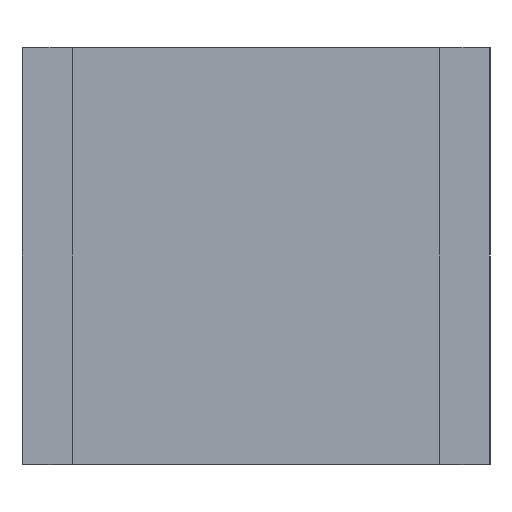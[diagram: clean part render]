
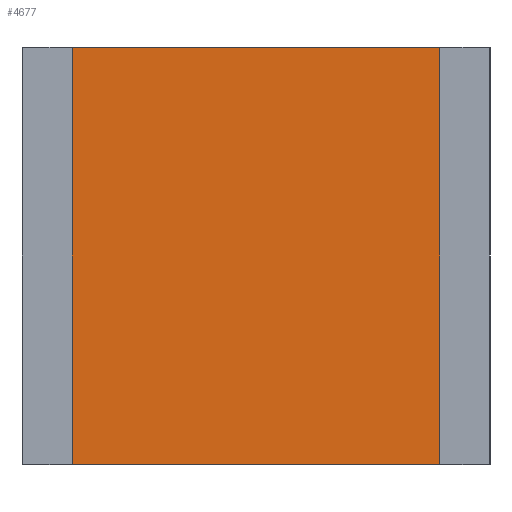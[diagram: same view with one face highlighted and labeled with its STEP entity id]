
A CAD part, front view. The second image highlights one B-rep face of the part: STEP entity #4677.
In plain terms, the highlighted planar face has unit normal (0, -1, 0).
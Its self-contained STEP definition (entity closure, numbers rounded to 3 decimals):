
#59 = DIRECTION ( 'NONE',  ( 0., 0., -1. ) ) ;
#194 = DIRECTION ( 'NONE',  ( 0., 0., -1. ) ) ;
#488 = VERTEX_POINT ( 'NONE', #5944 ) ;
#1029 = CARTESIAN_POINT ( 'NONE',  ( -7.276, 0.01, 2.49 ) ) ;
#1441 = CARTESIAN_POINT ( 'NONE',  ( -7.276, 0.01, 2.49 ) ) ;
#1789 = CARTESIAN_POINT ( 'NONE',  ( 2.2, 0.01, 2.49 ) ) ;
#1853 = ORIENTED_EDGE ( 'NONE', *, *, #3407, .F. ) ;
#1952 = DIRECTION ( 'NONE',  ( 1., 0., 0. ) ) ;
#2031 = EDGE_CURVE ( 'NONE', #5684, #5018, #2548, .T. ) ;
#2308 = EDGE_LOOP ( 'NONE', ( #4532, #4233, #4814, #1853 ) ) ;
#2548 = LINE ( 'NONE', #1029, #5845 ) ;
#2890 = VECTOR ( 'NONE', #4114, 1000. ) ;
#3043 = AXIS2_PLACEMENT_3D ( 'NONE', #1441, #4703, #59 ) ;
#3139 = LINE ( 'NONE', #3349, #5284 ) ;
#3206 = EDGE_CURVE ( 'NONE', #3487, #488, #4320, .T. ) ;
#3349 = CARTESIAN_POINT ( 'NONE',  ( -2.2, 0.01, 2.49 ) ) ;
#3407 = EDGE_CURVE ( 'NONE', #5018, #488, #3525, .T. ) ;
#3487 = VERTEX_POINT ( 'NONE', #3807 ) ;
#3525 = LINE ( 'NONE', #1789, #2890 ) ;
#3807 = CARTESIAN_POINT ( 'NONE',  ( -2.2, 0.01, -2.49 ) ) ;
#4114 = DIRECTION ( 'NONE',  ( 0., 0., -1. ) ) ;
#4149 = CARTESIAN_POINT ( 'NONE',  ( -2.2, 0.01, 2.49 ) ) ;
#4223 = DIRECTION ( 'NONE',  ( 1., 0., 0. ) ) ;
#4233 = ORIENTED_EDGE ( 'NONE', *, *, #5433, .T. ) ;
#4320 = LINE ( 'NONE', #4620, #5311 ) ;
#4532 = ORIENTED_EDGE ( 'NONE', *, *, #2031, .F. ) ;
#4620 = CARTESIAN_POINT ( 'NONE',  ( -7.276, 0.01, -2.49 ) ) ;
#4677 = ADVANCED_FACE ( 'NONE', ( #4735 ), #5605, .T. ) ;
#4703 = DIRECTION ( 'NONE',  ( 0., -1., 0. ) ) ;
#4735 = FACE_OUTER_BOUND ( 'NONE', #2308, .T. ) ;
#4814 = ORIENTED_EDGE ( 'NONE', *, *, #3206, .T. ) ;
#5018 = VERTEX_POINT ( 'NONE', #5600 ) ;
#5284 = VECTOR ( 'NONE', #194, 1000. ) ;
#5311 = VECTOR ( 'NONE', #1952, 1000. ) ;
#5433 = EDGE_CURVE ( 'NONE', #5684, #3487, #3139, .T. ) ;
#5600 = CARTESIAN_POINT ( 'NONE',  ( 2.2, 0.01, 2.49 ) ) ;
#5605 = PLANE ( 'NONE',  #3043 ) ;
#5684 = VERTEX_POINT ( 'NONE', #4149 ) ;
#5845 = VECTOR ( 'NONE', #4223, 1000. ) ;
#5944 = CARTESIAN_POINT ( 'NONE',  ( 2.2, 0.01, -2.49 ) ) ;
